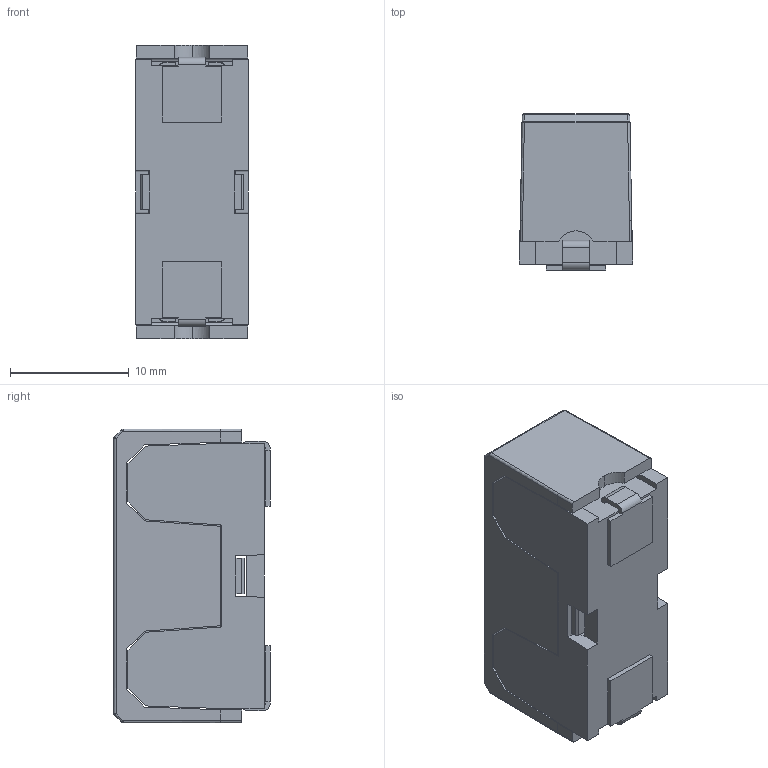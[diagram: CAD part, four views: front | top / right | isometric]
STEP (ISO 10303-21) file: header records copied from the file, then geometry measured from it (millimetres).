
FILE_DESCRIPTION(/* description */ (''),/* implementation_level */ '2;1');
FILE_NAME(/* name */ 'Fuse Holders SMD 5x20mm + Fuse + cap',/* time_stamp */ '2019-12-01T17:10:46+01:00',/* author */ (''),/* organization */ (''),/* preprocessor_version */ 'ST-DEVELOPER v16.5',/* originating_system */ '',/* authorisation */ '');
FILE_SCHEMA (('AUTOMOTIVE_DESIGN'));
Length unit declared in the file: millimetre
Products named in the file (1): Document
Bounding box: 9.6 x 13.2 x 24.8 mm (x, y, z)
Volume: 1747.2 mm3; surface area: 3900 mm2
Topology: 11 solids, 11 shells, 425 faces, 1166 edges, 760 vertices
Faces by surface type: plane 250, bspline 175
Entity records: 19052 total; most frequent: CARTESIAN_POINT 11682, ORIENTED_EDGE 2316, EDGE_CURVE 1158, B_SPLINE_CURVE_WITH_KNOTS 898, VERTEX_POINT 760, EDGE_LOOP 436, ADVANCED_FACE 425, FACE_OUTER_BOUND 425
